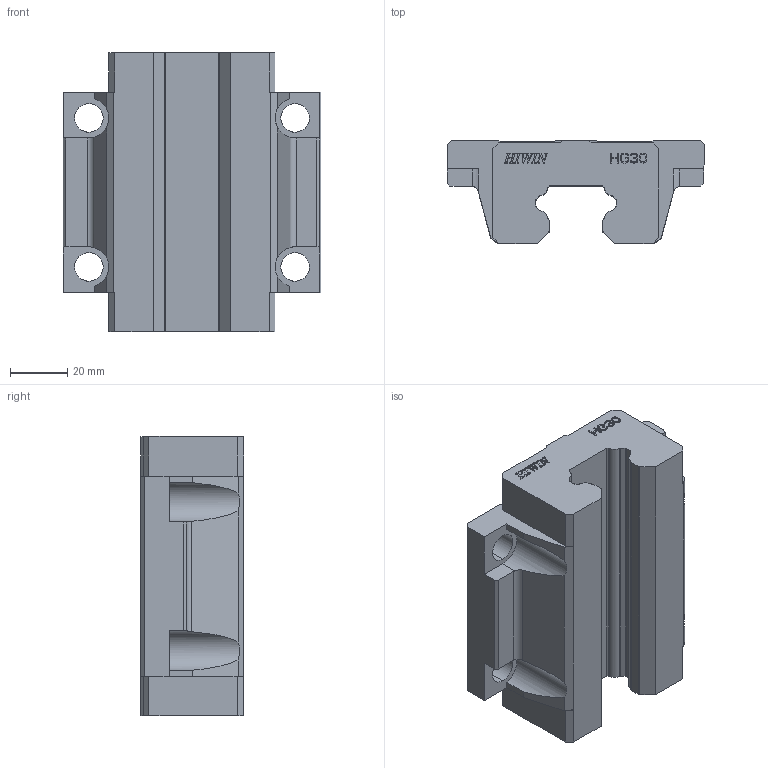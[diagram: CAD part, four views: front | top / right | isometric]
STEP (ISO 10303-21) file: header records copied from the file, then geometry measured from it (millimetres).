
FILE_DESCRIPTION (( 'STEP AP203' ), '1' );
FILE_NAME ('HGW30CC.STEP', '2007-01-11T14:35:01', ( 'HIWIN GmbH' ), ( '77654 Offenburg' ), 'SwSTEP 2.0', 'SolidWorks 2006104', '' );
FILE_SCHEMA (( 'CONFIG_CONTROL_DESIGN' ));
Length unit declared in the file: millimetre
Products named in the file (1): HGW30CC
Bounding box: 90 x 36 x 97.7 mm (x, y, z)
Volume: 189571.2 mm3; surface area: 31588.6 mm2
Topology: 1 solids, 1 shells, 414 faces, 1222 edges, 820 vertices
Faces by surface type: plane 320, bspline 60, cylinder 34
Entity records: 16372 total; most frequent: CARTESIAN_POINT 5809, ORIENTED_EDGE 2444, DIRECTION 1724, EDGE_CURVE 1222, VECTOR 992, LINE 992, VERTEX_POINT 820, EDGE_LOOP 432
